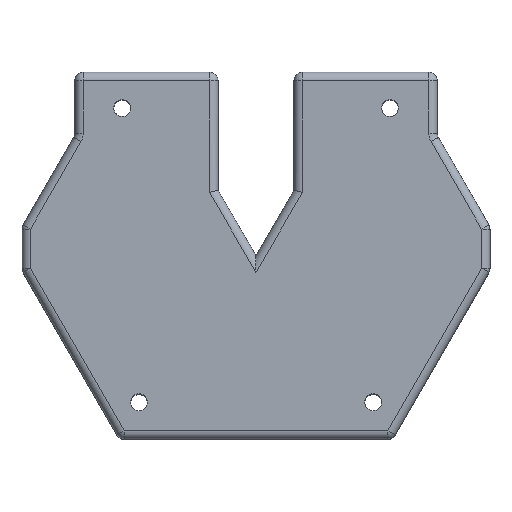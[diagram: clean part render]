
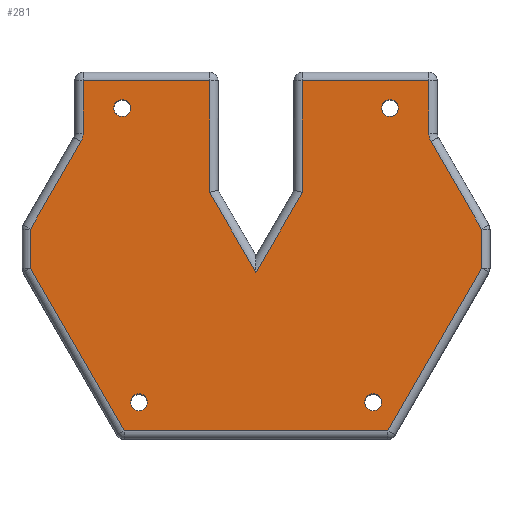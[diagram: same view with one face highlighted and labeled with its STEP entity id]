
A CAD part, top view. The second image highlights one B-rep face of the part: STEP entity #281.
In plain terms, the highlighted planar face has unit normal (0, 0, 1).
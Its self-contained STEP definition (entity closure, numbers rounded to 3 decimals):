
#137=FACE_BOUND('',#488,.T.);
#138=FACE_BOUND('',#489,.T.);
#139=FACE_BOUND('',#490,.T.);
#140=FACE_BOUND('',#491,.T.);
#141=FACE_BOUND('',#492,.T.);
#182=CIRCLE('',#1635,2.);
#185=CIRCLE('',#1641,2.);
#203=CIRCLE('',#1681,4.);
#204=CIRCLE('',#1682,4.);
#205=CIRCLE('',#1683,2.);
#206=CIRCLE('',#1684,2.);
#281=ADVANCED_FACE('',(#137,#138,#139,#140,#141),#352,.T.);
#352=PLANE('',#1685);
#488=EDGE_LOOP('',(#746,#747,#748,#749,#750,#751,#752,#753,#754,#755,#756,
#757,#758,#759,#760,#761,#762));
#489=EDGE_LOOP('',(#763));
#490=EDGE_LOOP('',(#764));
#491=EDGE_LOOP('',(#765));
#492=EDGE_LOOP('',(#766));
#746=ORIENTED_EDGE('',*,*,#1264,.T.);
#747=ORIENTED_EDGE('',*,*,#1265,.T.);
#748=ORIENTED_EDGE('',*,*,#1266,.T.);
#749=ORIENTED_EDGE('',*,*,#1267,.T.);
#750=ORIENTED_EDGE('',*,*,#1268,.T.);
#751=ORIENTED_EDGE('',*,*,#1269,.T.);
#752=ORIENTED_EDGE('',*,*,#1270,.T.);
#753=ORIENTED_EDGE('',*,*,#1271,.F.);
#754=ORIENTED_EDGE('',*,*,#1272,.T.);
#755=ORIENTED_EDGE('',*,*,#1273,.T.);
#756=ORIENTED_EDGE('',*,*,#1274,.T.);
#757=ORIENTED_EDGE('',*,*,#1275,.T.);
#758=ORIENTED_EDGE('',*,*,#1276,.T.);
#759=ORIENTED_EDGE('',*,*,#1277,.T.);
#760=ORIENTED_EDGE('',*,*,#1278,.T.);
#761=ORIENTED_EDGE('',*,*,#1279,.T.);
#762=ORIENTED_EDGE('',*,*,#1280,.F.);
#763=ORIENTED_EDGE('',*,*,#1216,.T.);
#764=ORIENTED_EDGE('',*,*,#1212,.T.);
#765=ORIENTED_EDGE('',*,*,#1281,.T.);
#766=ORIENTED_EDGE('',*,*,#1282,.T.);
#1063=VERTEX_POINT('',#2452);
#1067=VERTEX_POINT('',#2462);
#1094=VERTEX_POINT('',#2553);
#1095=VERTEX_POINT('',#2554);
#1096=VERTEX_POINT('',#2556);
#1097=VERTEX_POINT('',#2558);
#1098=VERTEX_POINT('',#2560);
#1099=VERTEX_POINT('',#2562);
#1100=VERTEX_POINT('',#2564);
#1101=VERTEX_POINT('',#2566);
#1102=VERTEX_POINT('',#2568);
#1103=VERTEX_POINT('',#2570);
#1104=VERTEX_POINT('',#2572);
#1105=VERTEX_POINT('',#2574);
#1106=VERTEX_POINT('',#2576);
#1107=VERTEX_POINT('',#2578);
#1108=VERTEX_POINT('',#2580);
#1109=VERTEX_POINT('',#2582);
#1110=VERTEX_POINT('',#2584);
#1111=VERTEX_POINT('',#2587);
#1112=VERTEX_POINT('',#2589);
#1212=EDGE_CURVE('',#1063,#1063,#182,.T.);
#1216=EDGE_CURVE('',#1067,#1067,#185,.T.);
#1264=EDGE_CURVE('',#1094,#1095,#1437,.T.);
#1265=EDGE_CURVE('',#1095,#1096,#1438,.T.);
#1266=EDGE_CURVE('',#1096,#1097,#1439,.T.);
#1267=EDGE_CURVE('',#1097,#1098,#1440,.T.);
#1268=EDGE_CURVE('',#1098,#1099,#1441,.T.);
#1269=EDGE_CURVE('',#1099,#1100,#1442,.T.);
#1270=EDGE_CURVE('',#1100,#1101,#1443,.T.);
#1271=EDGE_CURVE('',#1102,#1101,#203,.T.);
#1272=EDGE_CURVE('',#1102,#1103,#1444,.T.);
#1273=EDGE_CURVE('',#1103,#1104,#1445,.T.);
#1274=EDGE_CURVE('',#1104,#1105,#1446,.T.);
#1275=EDGE_CURVE('',#1105,#1106,#1447,.T.);
#1276=EDGE_CURVE('',#1106,#1107,#1448,.T.);
#1277=EDGE_CURVE('',#1107,#1108,#1449,.T.);
#1278=EDGE_CURVE('',#1108,#1109,#1450,.T.);
#1279=EDGE_CURVE('',#1109,#1110,#1451,.T.);
#1280=EDGE_CURVE('',#1094,#1110,#204,.T.);
#1281=EDGE_CURVE('',#1111,#1111,#205,.T.);
#1282=EDGE_CURVE('',#1112,#1112,#206,.T.);
#1437=LINE('',#2552,#1561);
#1438=LINE('',#2555,#1562);
#1439=LINE('',#2557,#1563);
#1440=LINE('',#2559,#1564);
#1441=LINE('',#2561,#1565);
#1442=LINE('',#2563,#1566);
#1443=LINE('',#2565,#1567);
#1444=LINE('',#2569,#1568);
#1445=LINE('',#2571,#1569);
#1446=LINE('',#2573,#1570);
#1447=LINE('',#2575,#1571);
#1448=LINE('',#2577,#1572);
#1449=LINE('',#2579,#1573);
#1450=LINE('',#2581,#1574);
#1451=LINE('',#2583,#1575);
#1561=VECTOR('',#2039,1.);
#1562=VECTOR('',#2040,1.);
#1563=VECTOR('',#2041,1.);
#1564=VECTOR('',#2042,1.);
#1565=VECTOR('',#2043,1.);
#1566=VECTOR('',#2044,1.);
#1567=VECTOR('',#2045,1.);
#1568=VECTOR('',#2048,1.);
#1569=VECTOR('',#2049,1.);
#1570=VECTOR('',#2050,1.);
#1571=VECTOR('',#2051,1.);
#1572=VECTOR('',#2052,1.);
#1573=VECTOR('',#2053,1.);
#1574=VECTOR('',#2054,1.);
#1575=VECTOR('',#2055,1.);
#1635=AXIS2_PLACEMENT_3D('',#2451,#1923,#1924);
#1641=AXIS2_PLACEMENT_3D('',#2461,#1935,#1936);
#1681=AXIS2_PLACEMENT_3D('',#2567,#2046,#2047);
#1682=AXIS2_PLACEMENT_3D('',#2585,#2056,#2057);
#1683=AXIS2_PLACEMENT_3D('',#2586,#2058,#2059);
#1684=AXIS2_PLACEMENT_3D('',#2588,#2060,#2061);
#1685=AXIS2_PLACEMENT_3D('',#2590,#2062,#2063);
#1923=DIRECTION('',(0.,0.,-1.));
#1924=DIRECTION('',(-1.,0.,0.));
#1935=DIRECTION('',(0.,0.,-1.));
#1936=DIRECTION('',(-1.,0.,0.));
#2039=DIRECTION('',(-0.5,-0.866,0.));
#2040=DIRECTION('',(0.,-1.,0.));
#2041=DIRECTION('',(0.5,-0.866,0.));
#2042=DIRECTION('',(1.,0.,0.));
#2043=DIRECTION('',(0.5,0.866,0.));
#2044=DIRECTION('',(0.,1.,0.));
#2045=DIRECTION('',(-0.5,0.866,0.));
#2046=DIRECTION('',(0.,0.,1.));
#2047=DIRECTION('',(1.,0.,0.));
#2048=DIRECTION('',(0.,1.,0.));
#2049=DIRECTION('',(-1.,0.,0.));
#2050=DIRECTION('',(0.,-1.,0.));
#2051=DIRECTION('',(-0.502,-0.865,0.));
#2052=DIRECTION('',(-0.502,0.865,0.));
#2053=DIRECTION('',(0.,1.,0.));
#2054=DIRECTION('',(-1.,0.,0.));
#2055=DIRECTION('',(0.,-1.,0.));
#2056=DIRECTION('',(0.,0.,1.));
#2057=DIRECTION('',(1.,0.,0.));
#2058=DIRECTION('',(0.,0.,-1.));
#2059=DIRECTION('',(-1.,0.,0.));
#2060=DIRECTION('',(0.,0.,-1.));
#2061=DIRECTION('',(-1.,0.,0.));
#2062=DIRECTION('',(0.,0.,1.));
#2063=DIRECTION('',(1.,0.,0.));
#2451=CARTESIAN_POINT('',(-31.712,241.5,46.));
#2452=CARTESIAN_POINT('',(-33.712,241.5,46.));
#2461=CARTESIAN_POINT('',(-27.739,171.725,46.));
#2462=CARTESIAN_POINT('',(-29.739,171.725,46.));
#2552=CARTESIAN_POINT('',(-53.768,212.349,46.));
#2553=CARTESIAN_POINT('',(-41.536,233.536,46.));
#2554=CARTESIAN_POINT('',(-53.5,212.813,46.));
#2555=CARTESIAN_POINT('',(-53.5,203.,46.));
#2556=CARTESIAN_POINT('',(-53.5,203.536,46.));
#2557=CARTESIAN_POINT('',(48.009,27.718,46.));
#2558=CARTESIAN_POINT('',(-31.251,165.,46.));
#2559=CARTESIAN_POINT('',(32.406,165.,46.));
#2560=CARTESIAN_POINT('',(31.251,165.,46.));
#2561=CARTESIAN_POINT('',(-48.009,27.718,46.));
#2562=CARTESIAN_POINT('',(53.5,203.536,46.));
#2563=CARTESIAN_POINT('',(53.5,213.349,46.));
#2564=CARTESIAN_POINT('',(53.5,212.813,46.));
#2565=CARTESIAN_POINT('',(41.268,234.,46.));
#2566=CARTESIAN_POINT('',(41.536,233.536,46.));
#2567=CARTESIAN_POINT('',(45.,235.536,46.));
#2568=CARTESIAN_POINT('',(41.,235.536,46.));
#2569=CARTESIAN_POINT('',(41.,250.,46.));
#2570=CARTESIAN_POINT('',(41.,248.,46.));
#2571=CARTESIAN_POINT('',(9.,248.,46.));
#2572=CARTESIAN_POINT('',(11.,248.,46.));
#2573=CARTESIAN_POINT('',(11.,222.,46.));
#2574=CARTESIAN_POINT('',(11.,221.461,46.));
#2575=CARTESIAN_POINT('',(1.73,205.496,46.));
#2576=CARTESIAN_POINT('',(0.,202.517,46.));
#2577=CARTESIAN_POINT('',(-10.73,220.996,46.));
#2578=CARTESIAN_POINT('',(-11.,221.461,46.));
#2579=CARTESIAN_POINT('',(-11.,250.,46.));
#2580=CARTESIAN_POINT('',(-11.,248.,46.));
#2581=CARTESIAN_POINT('',(-43.,248.,46.));
#2582=CARTESIAN_POINT('',(-41.,248.,46.));
#2583=CARTESIAN_POINT('',(-41.,235.,46.));
#2584=CARTESIAN_POINT('',(-41.,235.536,46.));
#2585=CARTESIAN_POINT('',(-45.,235.536,46.));
#2586=CARTESIAN_POINT('',(31.788,241.5,46.));
#2587=CARTESIAN_POINT('',(29.788,241.5,46.));
#2588=CARTESIAN_POINT('',(27.814,171.725,46.));
#2589=CARTESIAN_POINT('',(25.814,171.725,46.));
#2590=CARTESIAN_POINT('',(0.,0.,46.));
